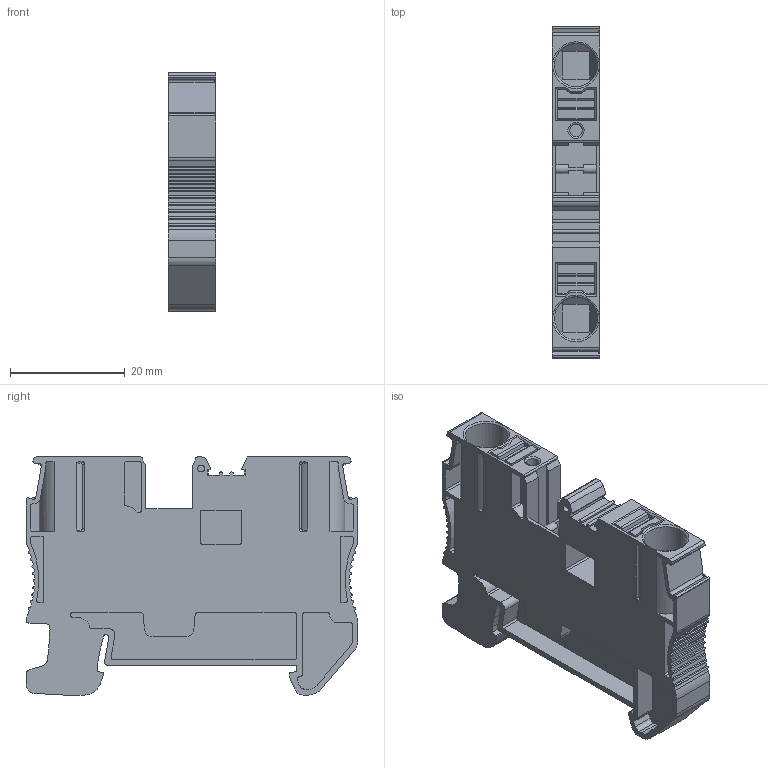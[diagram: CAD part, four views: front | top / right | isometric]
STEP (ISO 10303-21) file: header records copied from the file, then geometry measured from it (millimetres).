
FILE_DESCRIPTION(('STEP AP203'), '1');
FILE_NAME('MTP-6RD', '', ('UNSPECIFIED'), ('UNSPECIFIED'), 'C3D Converter', 'C3D Toolkit', '');
FILE_SCHEMA(('CONFIG_CONTROL_DESIGN'));
Length unit declared in the file: millimetre
Bounding box: 8.2 x 57.7 x 41.4 mm (x, y, z)
Volume: 11302 mm3; surface area: 9401.5 mm2
Topology: 1 solids, 1 shells, 826 faces, 2224 edges, 1470 vertices
Faces by surface type: plane 487, cylinder 226, bspline 102, torus 11
Full cylindrical faces by diameter (mm): 1.2 x2, 2.2 x1, 4 x2, 7.5 x2
Entity records: 31423 total; most frequent: CARTESIAN_POINT 11345, ORIENTED_EDGE 4428, DIRECTION 3725, EDGE_CURVE 2214, VERTEX_POINT 1470, LINE 1383, VECTOR 1383, AXIS2_PLACEMENT_3D 1171
